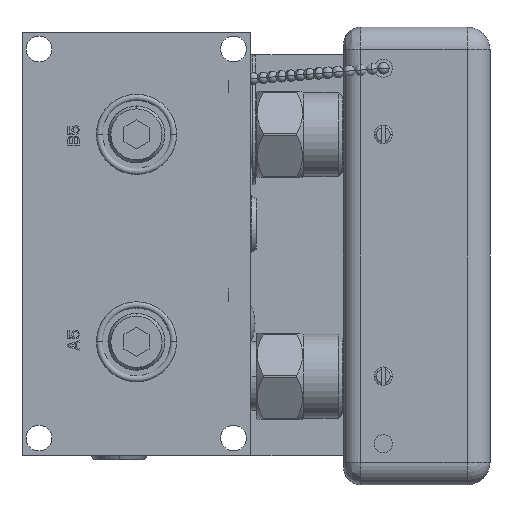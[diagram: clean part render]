
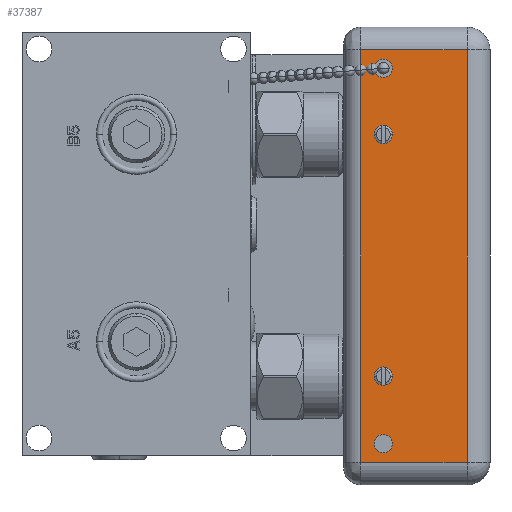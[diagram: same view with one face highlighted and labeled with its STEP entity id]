
A CAD part, front view. The second image highlights one B-rep face of the part: STEP entity #37387.
In plain terms, the highlighted face is planar.
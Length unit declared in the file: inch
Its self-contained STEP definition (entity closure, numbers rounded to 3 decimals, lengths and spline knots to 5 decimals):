
#36589=DIRECTION('',(0.,0.,-1.));
#36590=VECTOR('',#36589,4.5);
#36591=CARTESIAN_POINT('',(0.775,1.413,2.25));
#36592=LINE('',#36591,#36590);
#36593=DIRECTION('',(0.,0.,1.));
#36594=VECTOR('',#36593,4.5);
#36595=CARTESIAN_POINT('',(0.775,0.25,-2.25));
#36596=LINE('',#36595,#36594);
#36597=DIRECTION('',(0.,1.,0.));
#36598=VECTOR('',#36597,1.163);
#36599=CARTESIAN_POINT('',(0.775,0.25,2.25));
#36600=LINE('',#36599,#36598);
#36601=CARTESIAN_POINT('',(0.775,1.165,-1.328));
#36602=DIRECTION('',(1.,0.,0.));
#36603=DIRECTION('',(0.,-1.,0.));
#36604=AXIS2_PLACEMENT_3D('',#36601,#36602,#36603);
#36606=CARTESIAN_POINT('',(0.775,1.165,-1.328));
#36607=DIRECTION('',(1.,0.,0.));
#36608=DIRECTION('',(0.,1.,0.));
#36609=AXIS2_PLACEMENT_3D('',#36606,#36607,#36608);
#36611=CARTESIAN_POINT('',(0.775,1.165,1.312));
#36612=DIRECTION('',(1.,0.,0.));
#36613=DIRECTION('',(0.,-1.,0.));
#36614=AXIS2_PLACEMENT_3D('',#36611,#36612,#36613);
#36616=CARTESIAN_POINT('',(0.775,1.165,1.312));
#36617=DIRECTION('',(1.,0.,0.));
#36618=DIRECTION('',(0.,1.,0.));
#36619=AXIS2_PLACEMENT_3D('',#36616,#36617,#36618);
#36621=CARTESIAN_POINT('',(0.775,1.165,-2.05));
#36622=DIRECTION('',(-1.,0.,0.));
#36623=DIRECTION('',(0.,-1.,0.));
#36624=AXIS2_PLACEMENT_3D('',#36621,#36622,#36623);
#36626=CARTESIAN_POINT('',(0.775,1.165,-2.05));
#36627=DIRECTION('',(-1.,0.,0.));
#36628=DIRECTION('',(0.,1.,0.));
#36629=AXIS2_PLACEMENT_3D('',#36626,#36627,#36628);
#36631=CARTESIAN_POINT('',(0.775,1.165,2.05));
#36632=DIRECTION('',(-1.,0.,0.));
#36633=DIRECTION('',(0.,-1.,0.));
#36634=AXIS2_PLACEMENT_3D('',#36631,#36632,#36633);
#36636=CARTESIAN_POINT('',(0.775,1.165,2.05));
#36637=DIRECTION('',(-1.,0.,0.));
#36638=DIRECTION('',(0.,1.,0.));
#36639=AXIS2_PLACEMENT_3D('',#36636,#36637,#36638);
#36800=DIRECTION('',(0.,1.,0.));
#36801=VECTOR('',#36800,1.163);
#36802=CARTESIAN_POINT('',(0.775,0.25,-2.25));
#36803=LINE('',#36802,#36801);
#37055=CARTESIAN_POINT('',(0.775,0.25,-2.25));
#37057=VERTEX_POINT('',#37055);
#37062=CARTESIAN_POINT('',(0.775,0.25,2.25));
#37063=VERTEX_POINT('',#37062);
#37082=CARTESIAN_POINT('',(0.775,1.413,-2.25));
#37084=VERTEX_POINT('',#37082);
#37108=CARTESIAN_POINT('',(0.775,1.413,2.25));
#37109=VERTEX_POINT('',#37108);
#37110=CARTESIAN_POINT('',(0.775,1.0645,-1.328));
#37111=CARTESIAN_POINT('',(0.775,1.2655,-1.328));
#37112=VERTEX_POINT('',#37110);
#37113=VERTEX_POINT('',#37111);
#37118=CARTESIAN_POINT('',(0.775,1.065,-2.05));
#37119=CARTESIAN_POINT('',(0.775,1.265,-2.05));
#37120=VERTEX_POINT('',#37118);
#37121=VERTEX_POINT('',#37119);
#37126=CARTESIAN_POINT('',(0.775,1.0645,1.312));
#37127=CARTESIAN_POINT('',(0.775,1.2655,1.312));
#37128=VERTEX_POINT('',#37126);
#37129=VERTEX_POINT('',#37127);
#37182=CARTESIAN_POINT('',(0.775,1.065,2.05));
#37183=CARTESIAN_POINT('',(0.775,1.265,2.05));
#37184=VERTEX_POINT('',#37182);
#37185=VERTEX_POINT('',#37183);
#37351=CARTESIAN_POINT('',(0.775,0.,2.25));
#37352=DIRECTION('',(1.,0.,0.));
#37353=DIRECTION('',(0.,0.,-1.));
#37354=AXIS2_PLACEMENT_3D('',#37351,#37352,#37353);
#37355=PLANE('',#37354);
#37357=ORIENTED_EDGE('',*,*,#37356,.T.);
#37359=ORIENTED_EDGE('',*,*,#37358,.F.);
#37360=ORIENTED_EDGE('',*,*,#37214,.T.);
#37361=ORIENTED_EDGE('',*,*,#37241,.T.);
#37362=EDGE_LOOP('',(#37357,#37359,#37360,#37361));
#37363=FACE_OUTER_BOUND('',#37362,.F.);
#37365=ORIENTED_EDGE('',*,*,#37364,.T.);
#37367=ORIENTED_EDGE('',*,*,#37366,.T.);
#37368=EDGE_LOOP('',(#37365,#37367));
#37369=FACE_BOUND('',#37368,.F.);
#37370=ORIENTED_EDGE('',*,*,#37341,.T.);
#37372=ORIENTED_EDGE('',*,*,#37371,.T.);
#37373=EDGE_LOOP('',(#37370,#37372));
#37374=FACE_BOUND('',#37373,.F.);
#37376=ORIENTED_EDGE('',*,*,#37375,.F.);
#37378=ORIENTED_EDGE('',*,*,#37377,.F.);
#37379=EDGE_LOOP('',(#37376,#37378));
#37380=FACE_BOUND('',#37379,.F.);
#37382=ORIENTED_EDGE('',*,*,#37381,.F.);
#37384=ORIENTED_EDGE('',*,*,#37383,.F.);
#37385=EDGE_LOOP('',(#37382,#37384));
#37386=FACE_BOUND('',#37385,.F.);
#36605=CIRCLE('',#36604,0.1005);
#36610=CIRCLE('',#36609,0.1005);
#36615=CIRCLE('',#36614,0.1005);
#36620=CIRCLE('',#36619,0.1005);
#36625=CIRCLE('',#36624,0.1);
#36630=CIRCLE('',#36629,0.1);
#36635=CIRCLE('',#36634,0.1);
#36640=CIRCLE('',#36639,0.1);
#37214=EDGE_CURVE('',#37057,#37063,#36596,.T.);
#37241=EDGE_CURVE('',#37063,#37109,#36600,.T.);
#37341=EDGE_CURVE('',#37128,#37129,#36615,.T.);
#37356=EDGE_CURVE('',#37109,#37084,#36592,.T.);
#37358=EDGE_CURVE('',#37057,#37084,#36803,.T.);
#37364=EDGE_CURVE('',#37112,#37113,#36605,.T.);
#37366=EDGE_CURVE('',#37113,#37112,#36610,.T.);
#37371=EDGE_CURVE('',#37129,#37128,#36620,.T.);
#37375=EDGE_CURVE('',#37120,#37121,#36625,.T.);
#37377=EDGE_CURVE('',#37121,#37120,#36630,.T.);
#37381=EDGE_CURVE('',#37184,#37185,#36635,.T.);
#37383=EDGE_CURVE('',#37185,#37184,#36640,.T.);
#37387=ADVANCED_FACE('',(#37363,#37369,#37374,#37380,#37386),#37355,.T.);
